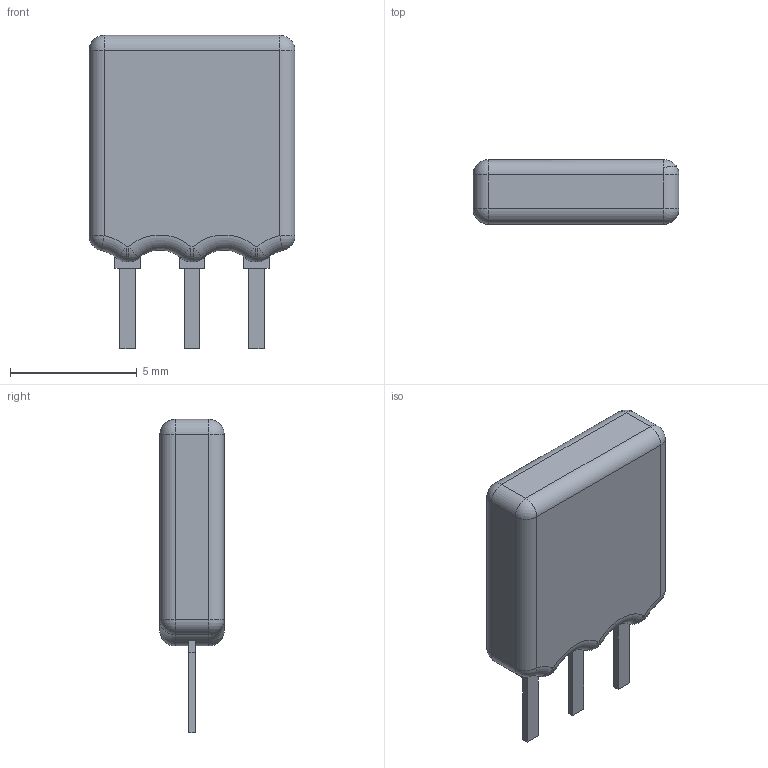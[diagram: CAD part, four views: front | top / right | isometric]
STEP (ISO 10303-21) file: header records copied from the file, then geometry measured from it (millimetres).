
FILE_DESCRIPTION((''),'2;1');
FILE_NAME('RN_VISHAY_VTF281BX.stp','2013-12-03T10:29:20',(''),(''),'Mechanical Desktop 2011','Mechanical Desktop 2011',', , ');
FILE_SCHEMA(('AUTOMOTIVE_DESIGN { 1 2 10303 214 1 1 1 1 }'));
Length unit declared in the file: millimetre
Products named in the file (1): Product
Bounding box: 8.13 x 2.54 x 12.36 mm (x, y, z)
Volume: 175.5 mm3; surface area: 231.6 mm2
Topology: 7 solids, 7 shells, 99 faces, 198 edges, 111 vertices
Faces by surface type: plane 44, cylinder 26, sphere 21, torus 8
Entity records: 2544 total; most frequent: DIRECTION 476, CARTESIAN_POINT 407, ORIENTED_EDGE 392, EDGE_CURVE 196, AXIS2_PLACEMENT_3D 180, VECTOR 116, LINE 116, VERTEX_POINT 111
